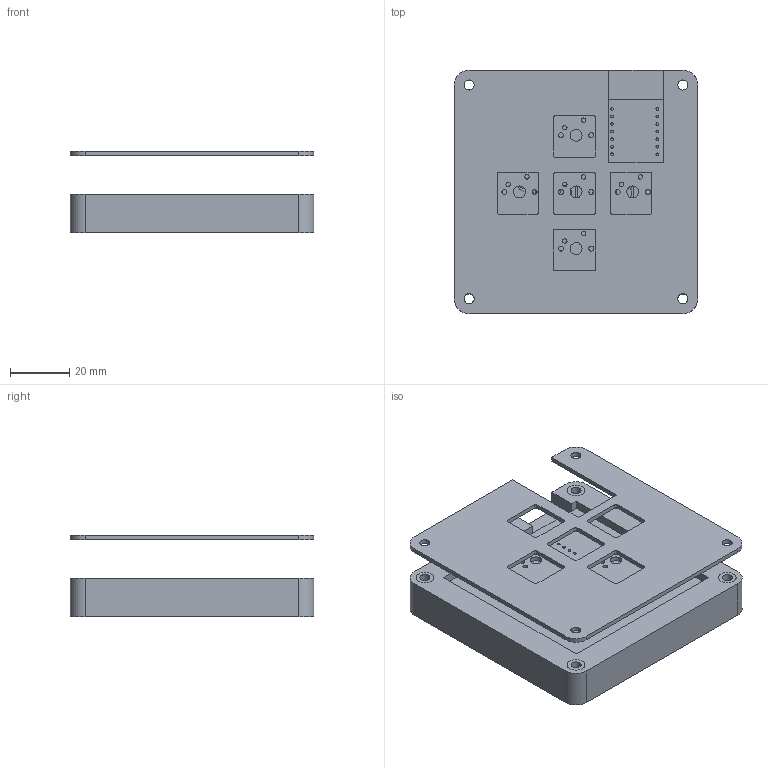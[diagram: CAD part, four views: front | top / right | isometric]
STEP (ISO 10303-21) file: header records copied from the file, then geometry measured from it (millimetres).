
FILE_DESCRIPTION(/* description */ ('STEP AP242','CAx-IF Rec.Pracs.---Representation and Presentation of Product Manufacturing Information (PMI)---4.0---2014-10-13','CAx-IF Rec.Pracs.---3D Tessellated Geometry---0.4---2014-09-14','2;1'),/* implementation_level */ '2;1');
FILE_NAME(/* name */ '67b8da6d46f268274776e1fb',/* time_stamp */ '2025-02-21T19:56:30Z',/* author */ (''),/* organization */ (''),/* preprocessor_version */ 'ST-DEVELOPER v20',/* originating_system */ 'ONSHAPE BY PTC INC, 1.193',/* authorisation */ ' ');
FILE_SCHEMA (('AP242_MANAGED_MODEL_BASED_3D_ENGINEERING_MIM_LF { 1 0 10303 442 1 1 4 }'));
Length unit declared in the file: metre
Products named in the file (8): Assembly 1; Part 3; Hackpad_PCB; Part 4; Part 2; Part 1; Part 5
Assembly tree (7 placements, depth 2):
  Assembly 1
    Part 3
    Hackpad_PCB
    Part 4
    Part 2
    Part 1
    Part 5
    Part 1
Bounding box: 81.93 x 81.95 x 27.35 mm (x, y, z)
Volume: 63296.8 mm3; surface area: 41708.9 mm2
Topology: 7 solids, 7 shells, 315 faces, 852 edges, 568 vertices
Faces by surface type: plane 128, cylinder 99, bspline 88
Full cylindrical faces by diameter (mm): 0.889 x14, 1.5 x10, 1.7 x10, 3.2 x2, 3.4 x10, 4 x5, 6 x8, 6.9 x2
Entity records: 10365 total; most frequent: CARTESIAN_POINT 2650, ORIENTED_EDGE 1582, DIRECTION 1283, EDGE_CURVE 791, VERTEX_POINT 568, EDGE_LOOP 509, FACE_BOUND 509, AXIS2_PLACEMENT_3D 433
